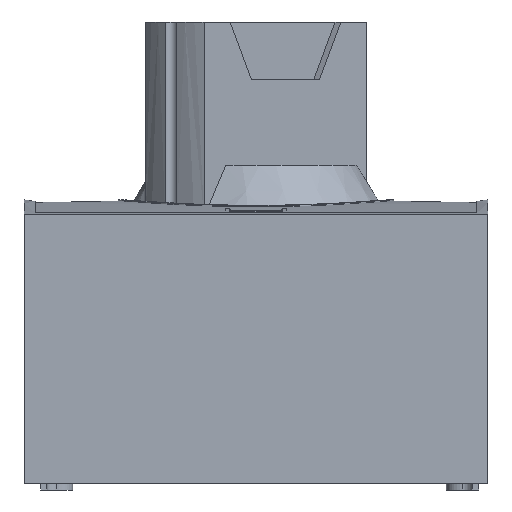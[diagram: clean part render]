
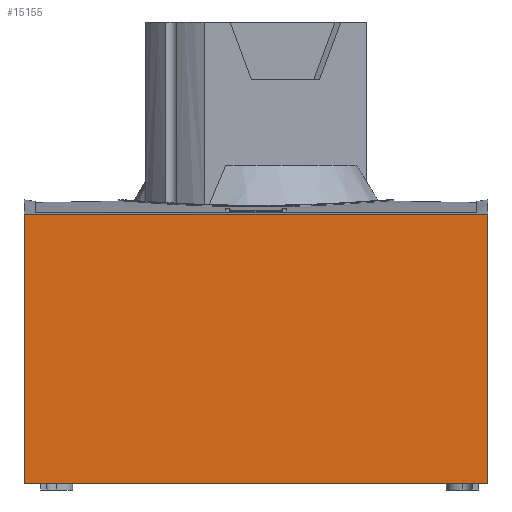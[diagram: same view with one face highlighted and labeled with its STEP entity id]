
A CAD part, front view. The second image highlights one B-rep face of the part: STEP entity #15155.
In plain terms, the highlighted planar face has unit normal (0, -1, 0).
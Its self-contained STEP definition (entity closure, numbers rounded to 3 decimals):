
#77=DIRECTION('',(1.,0.,0.));
#78=VECTOR('',#77,105.);
#79=CARTESIAN_POINT('',(0.,0.,1.5));
#80=LINE('',#79,#78);
#84=DIRECTION('',(0.,0.,1.));
#85=VECTOR('',#84,61.033);
#86=CARTESIAN_POINT('',(0.,0.,1.5));
#87=LINE('',#86,#85);
#91=DIRECTION('',(-1.,0.,0.));
#92=VECTOR('',#91,105.);
#93=CARTESIAN_POINT('',(105.,0.,62.533));
#94=LINE('',#93,#92);
#6697=DIRECTION('',(0.,0.,1.));
#6698=VECTOR('',#6697,61.033);
#6699=CARTESIAN_POINT('',(105.,0.,1.5));
#6700=LINE('',#6699,#6698);
#12862=CARTESIAN_POINT('',(105.,0.,62.533));
#12863=CARTESIAN_POINT('',(0.,0.,62.533));
#12864=VERTEX_POINT('',#12862);
#12865=VERTEX_POINT('',#12863);
#12928=CARTESIAN_POINT('',(0.,0.,1.5));
#12929=CARTESIAN_POINT('',(105.,0.,1.5));
#12930=VERTEX_POINT('',#12928);
#12931=VERTEX_POINT('',#12929);
#15140=CARTESIAN_POINT('',(0.,0.,0.));
#15141=DIRECTION('',(0.,-1.,0.));
#15142=DIRECTION('',(1.,0.,0.));
#15143=AXIS2_PLACEMENT_3D('',#15140,#15141,#15142);
#15144=PLANE('',#15143);
#15146=ORIENTED_EDGE('',*,*,#15145,.F.);
#15148=ORIENTED_EDGE('',*,*,#15147,.T.);
#15150=ORIENTED_EDGE('',*,*,#15149,.F.);
#15152=ORIENTED_EDGE('',*,*,#15151,.F.);
#15153=EDGE_LOOP('',(#15146,#15148,#15150,#15152));
#15154=FACE_OUTER_BOUND('',#15153,.F.);
#15145=EDGE_CURVE('',#12930,#12931,#80,.T.);
#15147=EDGE_CURVE('',#12930,#12865,#87,.T.);
#15149=EDGE_CURVE('',#12864,#12865,#94,.T.);
#15151=EDGE_CURVE('',#12931,#12864,#6700,.T.);
#15155=ADVANCED_FACE('',(#15154),#15144,.T.);
